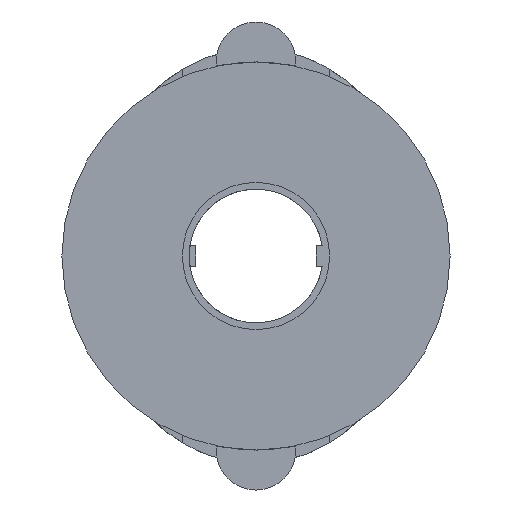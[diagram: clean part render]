
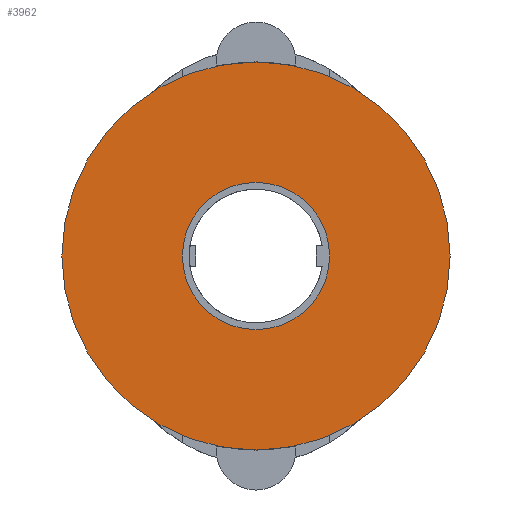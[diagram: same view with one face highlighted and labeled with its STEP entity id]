
A CAD part, front view. The second image highlights one B-rep face of the part: STEP entity #3962.
In plain terms, the highlighted planar face has unit normal (0, -1, 0).
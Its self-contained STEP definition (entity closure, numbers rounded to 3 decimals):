
#197 = CARTESIAN_POINT ( 'NONE',  ( 0., -5.2, -14.5 ) ) ;
#334 = EDGE_LOOP ( 'NONE', ( #3382, #3961 ) ) ;
#382 = AXIS2_PLACEMENT_3D ( 'NONE', #4985, #4188, #3689 ) ;
#475 = AXIS2_PLACEMENT_3D ( 'NONE', #4291, #5230, #2251 ) ;
#640 = EDGE_CURVE ( 'NONE', #3389, #4619, #1122, .T. ) ;
#665 = CARTESIAN_POINT ( 'NONE',  ( 0., -5.2, 0. ) ) ;
#680 = CARTESIAN_POINT ( 'NONE',  ( 0., -5.2, 0. ) ) ;
#1122 = CIRCLE ( 'NONE', #5449, 5.5 ) ;
#1214 = CARTESIAN_POINT ( 'NONE',  ( 0., -5.2, 0. ) ) ;
#1501 = AXIS2_PLACEMENT_3D ( 'NONE', #1214, #4187, #3222 ) ;
#1574 = CARTESIAN_POINT ( 'NONE',  ( 0., -5.2, 5.5 ) ) ;
#1813 = CARTESIAN_POINT ( 'NONE',  ( 0., -5.2, 14.5 ) ) ;
#1939 = AXIS2_PLACEMENT_3D ( 'NONE', #680, #5345, #2451 ) ;
#2251 = DIRECTION ( 'NONE',  ( 0., 0., 1. ) ) ;
#2451 = DIRECTION ( 'NONE',  ( 0., 0., 1. ) ) ;
#2693 = FACE_BOUND ( 'NONE', #4562, .T. ) ;
#2716 = PLANE ( 'NONE',  #475 ) ;
#3141 = VERTEX_POINT ( 'NONE', #1813 ) ;
#3222 = DIRECTION ( 'NONE',  ( 0., 0., 1. ) ) ;
#3272 = CARTESIAN_POINT ( 'NONE',  ( 0., -5.2, -5.5 ) ) ;
#3382 = ORIENTED_EDGE ( 'NONE', *, *, #5293, .F. ) ;
#3389 = VERTEX_POINT ( 'NONE', #1574 ) ;
#3516 = FACE_OUTER_BOUND ( 'NONE', #334, .T. ) ;
#3689 = DIRECTION ( 'NONE',  ( 0., 0., 1. ) ) ;
#3750 = ORIENTED_EDGE ( 'NONE', *, *, #4625, .T. ) ;
#3881 = CIRCLE ( 'NONE', #1501, 14.5 ) ;
#3961 = ORIENTED_EDGE ( 'NONE', *, *, #5360, .F. ) ;
#3962 = ADVANCED_FACE ( 'NONE', ( #2693, #3516 ), #2716, .F. ) ;
#4062 = CIRCLE ( 'NONE', #1939, 14.5 ) ;
#4187 = DIRECTION ( 'NONE',  ( 0., 1., 0. ) ) ;
#4188 = DIRECTION ( 'NONE',  ( 0., 1., 0. ) ) ;
#4291 = CARTESIAN_POINT ( 'NONE',  ( 0., -5.2, 0. ) ) ;
#4299 = CIRCLE ( 'NONE', #382, 5.5 ) ;
#4420 = ORIENTED_EDGE ( 'NONE', *, *, #640, .T. ) ;
#4562 = EDGE_LOOP ( 'NONE', ( #4420, #3750 ) ) ;
#4619 = VERTEX_POINT ( 'NONE', #3272 ) ;
#4625 = EDGE_CURVE ( 'NONE', #4619, #3389, #4299, .T. ) ;
#4804 = DIRECTION ( 'NONE',  ( 0., 0., 1. ) ) ;
#4921 = VERTEX_POINT ( 'NONE', #197 ) ;
#4985 = CARTESIAN_POINT ( 'NONE',  ( 0., -5.2, 0. ) ) ;
#5216 = DIRECTION ( 'NONE',  ( 0., 1., 0. ) ) ;
#5230 = DIRECTION ( 'NONE',  ( 0., 1., 0. ) ) ;
#5293 = EDGE_CURVE ( 'NONE', #3141, #4921, #4062, .T. ) ;
#5345 = DIRECTION ( 'NONE',  ( 0., 1., 0. ) ) ;
#5360 = EDGE_CURVE ( 'NONE', #4921, #3141, #3881, .T. ) ;
#5449 = AXIS2_PLACEMENT_3D ( 'NONE', #665, #5216, #4804 ) ;
